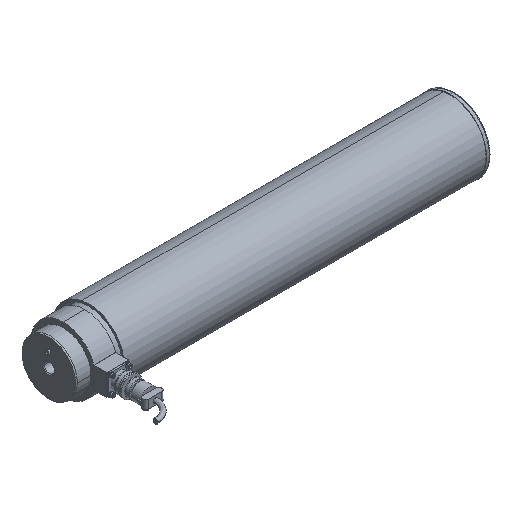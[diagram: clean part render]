
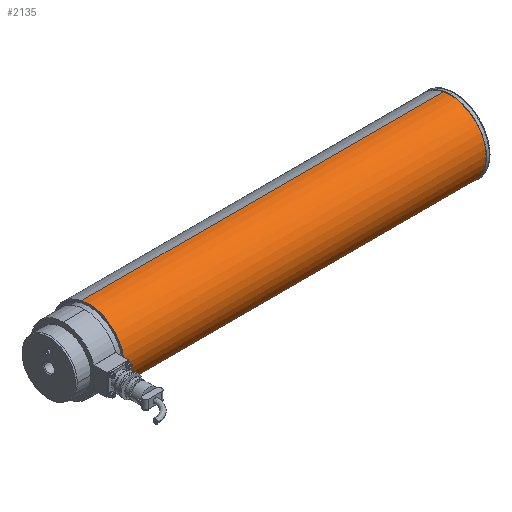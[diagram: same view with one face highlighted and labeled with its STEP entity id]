
A CAD part, isometric view. The second image highlights one B-rep face of the part: STEP entity #2135.
In plain terms, the highlighted cylindrical face has radius 49.5 mm (diameter 99 mm), a partial arc.
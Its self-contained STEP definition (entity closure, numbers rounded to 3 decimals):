
#1143 = ORIENTED_EDGE ( 'NONE', *, *, #4254, .F. ) ;
#1202 = EDGE_CURVE ( 'NONE', #14974, #1881, #14539, .T. ) ;
#1731 = DIRECTION ( 'NONE',  ( -1., 0., 0. ) ) ;
#1810 = CARTESIAN_POINT ( 'NONE',  ( 500., 0., -49.5 ) ) ;
#1881 = VERTEX_POINT ( 'NONE', #14934 ) ;
#2135 = ADVANCED_FACE ( 'NONE', ( #8122 ), #4676, .T. ) ;
#2240 = DIRECTION ( 'NONE',  ( 0., 0., 1. ) ) ;
#2714 = CARTESIAN_POINT ( 'NONE',  ( -17.724, 0., 0. ) ) ;
#2758 = EDGE_LOOP ( 'NONE', ( #1143, #8952, #4563, #7309 ) ) ;
#4254 = EDGE_CURVE ( 'NONE', #14974, #10057, #13351, .T. ) ;
#4508 = CARTESIAN_POINT ( 'NONE',  ( 0., 0., 0. ) ) ;
#4563 = ORIENTED_EDGE ( 'NONE', *, *, #9404, .T. ) ;
#4676 = CYLINDRICAL_SURFACE ( 'NONE', #11386, 49.5 ) ;
#4993 = DIRECTION ( 'NONE',  ( 0., 0., 1. ) ) ;
#5682 = DIRECTION ( 'NONE',  ( -1., 0., 0. ) ) ;
#5825 = DIRECTION ( 'NONE',  ( -1., 0., 0. ) ) ;
#5888 = VECTOR ( 'NONE', #8632, 1000. ) ;
#7048 = VECTOR ( 'NONE', #1731, 1000. ) ;
#7179 = DIRECTION ( 'NONE',  ( -1., 0., 0. ) ) ;
#7309 = ORIENTED_EDGE ( 'NONE', *, *, #7377, .F. ) ;
#7377 = EDGE_CURVE ( 'NONE', #10057, #12793, #14024, .T. ) ;
#7547 = CARTESIAN_POINT ( 'NONE',  ( 0., 0., -49.5 ) ) ;
#7593 = AXIS2_PLACEMENT_3D ( 'NONE', #8224, #5682, #2240 ) ;
#8122 = FACE_OUTER_BOUND ( 'NONE', #2758, .T. ) ;
#8224 = CARTESIAN_POINT ( 'NONE',  ( 500., 0., 0. ) ) ;
#8483 = CARTESIAN_POINT ( 'NONE',  ( -17.724, 0., -49.5 ) ) ;
#8630 = CARTESIAN_POINT ( 'NONE',  ( -17.724, 0., 49.5 ) ) ;
#8632 = DIRECTION ( 'NONE',  ( -1., 0., 0. ) ) ;
#8952 = ORIENTED_EDGE ( 'NONE', *, *, #1202, .T. ) ;
#9399 = CARTESIAN_POINT ( 'NONE',  ( 0., 0., 49.5 ) ) ;
#9404 = EDGE_CURVE ( 'NONE', #1881, #12793, #9762, .T. ) ;
#9586 = AXIS2_PLACEMENT_3D ( 'NONE', #4508, #5825, #14997 ) ;
#9762 = LINE ( 'NONE', #8630, #7048 ) ;
#10057 = VERTEX_POINT ( 'NONE', #7547 ) ;
#11386 = AXIS2_PLACEMENT_3D ( 'NONE', #2714, #7179, #4993 ) ;
#12793 = VERTEX_POINT ( 'NONE', #9399 ) ;
#13351 = LINE ( 'NONE', #8483, #5888 ) ;
#14024 = CIRCLE ( 'NONE', #9586, 49.5 ) ;
#14539 = CIRCLE ( 'NONE', #7593, 49.5 ) ;
#14934 = CARTESIAN_POINT ( 'NONE',  ( 500., 0., 49.5 ) ) ;
#14974 = VERTEX_POINT ( 'NONE', #1810 ) ;
#14997 = DIRECTION ( 'NONE',  ( 0., 0., 1. ) ) ;
